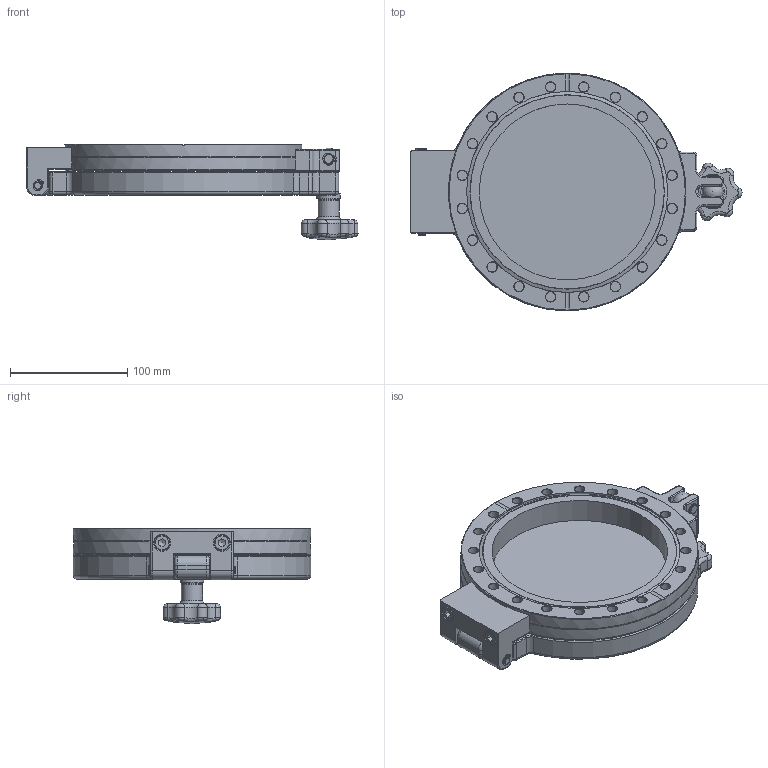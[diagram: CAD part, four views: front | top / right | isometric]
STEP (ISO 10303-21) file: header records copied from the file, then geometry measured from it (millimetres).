
FILE_DESCRIPTION(/* description */ (''),/* implementation_level */ '2;1');
FILE_NAME(/* name */ 'QAD-160CF Blank.stp',/* time_stamp */ '2018-03-14T13:02:36+00:00',/* author */ ('faraz'),/* organization */ (''),/* preprocessor_version */ 'ST-DEVELOPER v16.1',/* originating_system */ 'Autodesk Inventor 2016',/* authorisation */ '');
FILE_SCHEMA (('AUTOMOTIVE_DESIGN { 1 0 10303 214 3 1 1 }'));
Length unit declared in the file: centimetre
Products named in the file (1): QAD-160CF Blank
Bounding box: 282.99 x 202.49 x 81.35 mm (x, y, z)
Volume: 1074625.5 mm3; surface area: 185383.5 mm2
Topology: 1 solids, 4 shells, 602 faces, 1506 edges, 933 vertices
Faces by surface type: cylinder 253, plane 178, torus 81, cone 46, bspline 34, sphere 10
Full cylindrical faces by diameter (mm): 1.2 x4, 3.242 x2, 5.7 x2, 6 x6, 6.647 x3, 7.6 x2, 8 x10, 8.2 x1, 8.433 x20, 8.5 x1, 9 x2, 10 x2, 13 x22, 13.5 x2, 14 x2, 18 x2, 20 x1, 150 x1, 153 x1, 171.45 x1, 202.438 x1
Entity records: 21678 total; most frequent: CARTESIAN_POINT 7513, DIRECTION 2950, ORIENTED_EDGE 2568, EDGE_CURVE 1284, AXIS2_PLACEMENT_3D 1258, VERTEX_POINT 863, EDGE_LOOP 845, CIRCLE 687
